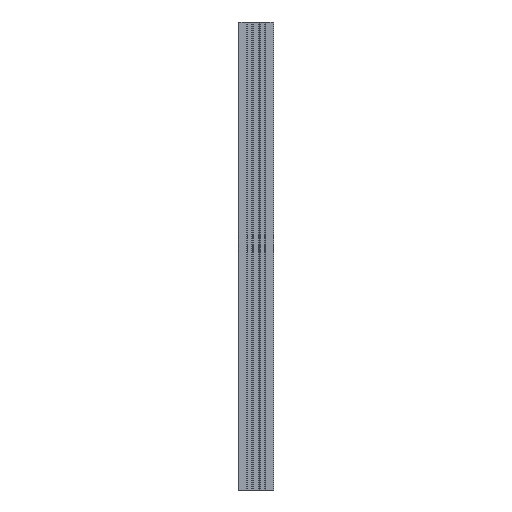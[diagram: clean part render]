
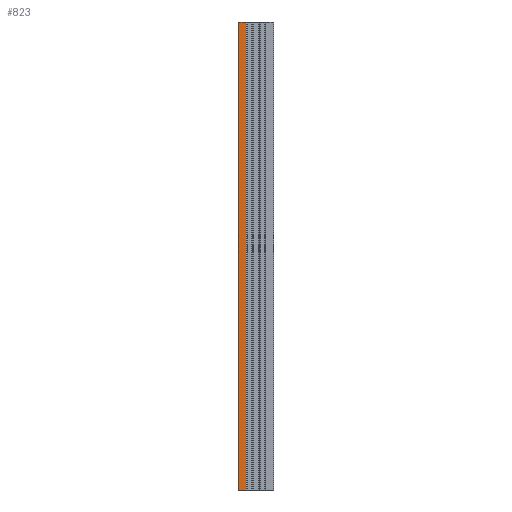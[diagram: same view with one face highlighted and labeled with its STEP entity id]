
A CAD part, front view. The second image highlights one B-rep face of the part: STEP entity #823.
In plain terms, the highlighted planar face has unit normal (0, -1, 0).
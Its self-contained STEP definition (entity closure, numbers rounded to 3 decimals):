
#91=DIRECTION('',(-1.,0.,0.));
#92=VECTOR('',#91,3.096);
#93=CARTESIAN_POINT('',(-4.2,0.,0.));
#94=LINE('',#93,#92);
#157=DIRECTION('',(-1.,0.,0.));
#158=VECTOR('',#157,3.096);
#159=CARTESIAN_POINT('',(-4.2,0.,200.));
#160=LINE('',#159,#158);
#289=DIRECTION('',(0.,0.,1.));
#290=VECTOR('',#289,200.);
#291=CARTESIAN_POINT('',(-7.296,0.,0.));
#292=LINE('',#291,#290);
#293=DIRECTION('',(0.,0.,1.));
#294=VECTOR('',#293,200.);
#295=CARTESIAN_POINT('',(-4.2,0.,0.));
#296=LINE('',#295,#294);
#458=CARTESIAN_POINT('',(-7.296,0.,200.));
#460=VERTEX_POINT('',#458);
#461=CARTESIAN_POINT('',(-7.296,0.,0.));
#462=VERTEX_POINT('',#461);
#481=CARTESIAN_POINT('',(-4.2,0.,200.));
#483=VERTEX_POINT('',#481);
#487=CARTESIAN_POINT('',(-4.2,0.,0.));
#488=VERTEX_POINT('',#487);
#811=CARTESIAN_POINT('',(-2.2,0.,0.));
#812=DIRECTION('',(0.,1.,0.));
#813=DIRECTION('',(-1.,0.,0.));
#814=AXIS2_PLACEMENT_3D('',#811,#812,#813);
#815=PLANE('',#814);
#817=ORIENTED_EDGE('',*,*,#816,.T.);
#818=ORIENTED_EDGE('',*,*,#664,.F.);
#819=ORIENTED_EDGE('',*,*,#806,.F.);
#820=ORIENTED_EDGE('',*,*,#614,.T.);
#821=EDGE_LOOP('',(#817,#818,#819,#820));
#822=FACE_OUTER_BOUND('',#821,.F.);
#823=ADVANCED_FACE('',(#822),#815,.F.);
#614=EDGE_CURVE('',#488,#462,#94,.T.);
#664=EDGE_CURVE('',#483,#460,#160,.T.);
#806=EDGE_CURVE('',#488,#483,#296,.T.);
#816=EDGE_CURVE('',#462,#460,#292,.T.);
